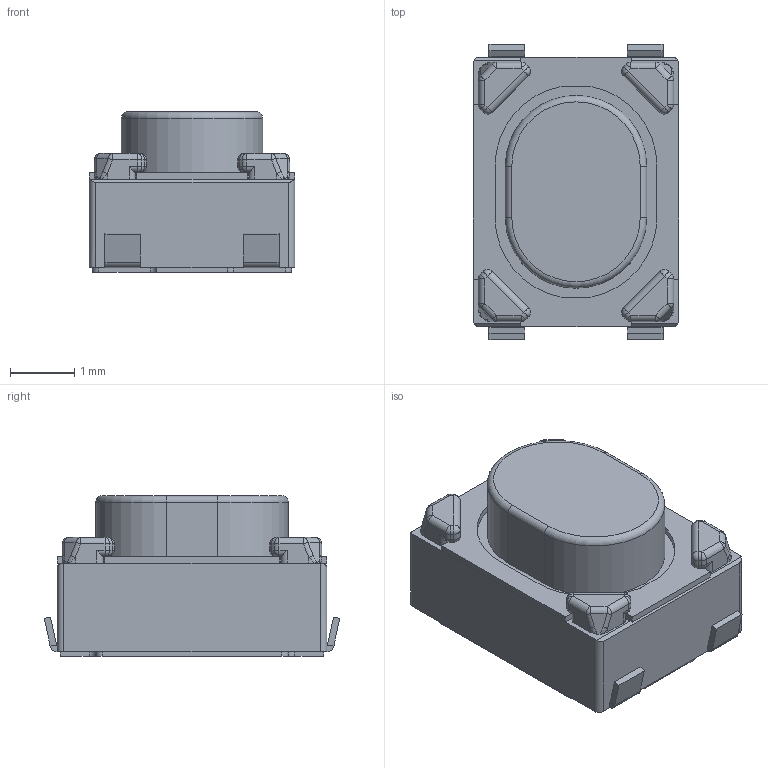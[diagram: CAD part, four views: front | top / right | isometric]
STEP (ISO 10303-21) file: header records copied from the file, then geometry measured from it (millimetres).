
FILE_DESCRIPTION(/* description */ (''),/* implementation_level */ '2;1');
FILE_NAME(/* name */ 'Button_3x4.step',/* time_stamp */ '2021-12-01T15:56:09+08:00',/* author */ (''),/* organization */ (''),/* preprocessor_version */ 'ST-DEVELOPER v18.1',/* originating_system */ 'Autodesk Translation Framework v10.10.0.1391',/* authorisation */ '');
FILE_SCHEMA (('AUTOMOTIVE_DESIGN { 1 0 10303 214 3 1 1 }'));
Length unit declared in the file: millimetre
Products named in the file (3): (未保存); S1; 43472
Assembly tree (2 placements, depth 3):
  (未保存)
    S1
      43472
Bounding box: 3.2 x 4.6 x 2.5 mm (x, y, z)
Volume: 26.3 mm3; surface area: 66.1 mm2
Topology: 1 solids, 1 shells, 312 faces, 756 edges, 424 vertices
Faces by surface type: cylinder 132, plane 122, sphere 40, bspline 16, torus 2
Entity records: 9080 total; most frequent: CARTESIAN_POINT 1755, DIRECTION 1600, ORIENTED_EDGE 1472, EDGE_CURVE 736, AXIS2_PLACEMENT_3D 579, LINE 442, VECTOR 442, VERTEX_POINT 424
